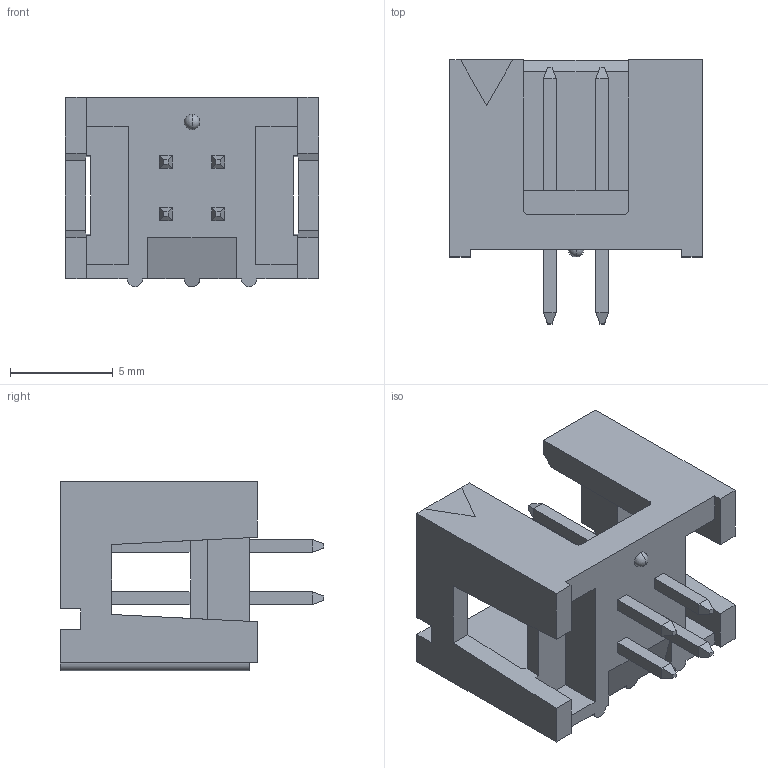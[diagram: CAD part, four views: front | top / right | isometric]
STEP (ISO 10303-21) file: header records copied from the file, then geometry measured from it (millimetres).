
FILE_DESCRIPTION (( 'STEP AP214' ), '1' );
FILE_NAME ('75869-130LF.STEP', '2023-06-30T13:43:37', ( '' ), ( '' ), 'SwSTEP 2.0', 'SolidWorks 2021', '' );
FILE_SCHEMA (( 'AUTOMOTIVE_DESIGN' ));
Length unit declared in the file: millimetre
Products named in the file (1): 75869-130LF
Bounding box: 12.29 x 12.82 x 9.2 mm (x, y, z)
Volume: 448.2 mm3; surface area: 951.7 mm2
Topology: 10 solids, 10 shells, 172 faces, 434 edges, 277 vertices
Faces by surface type: plane 165, cylinder 5, sphere 2
Entity records: 5511 total; most frequent: CARTESIAN_POINT 881, ORIENTED_EDGE 860, DIRECTION 788, EDGE_CURVE 430, VECTOR 416, LINE 416, VERTEX_POINT 275, AXIS2_PLACEMENT_3D 186
